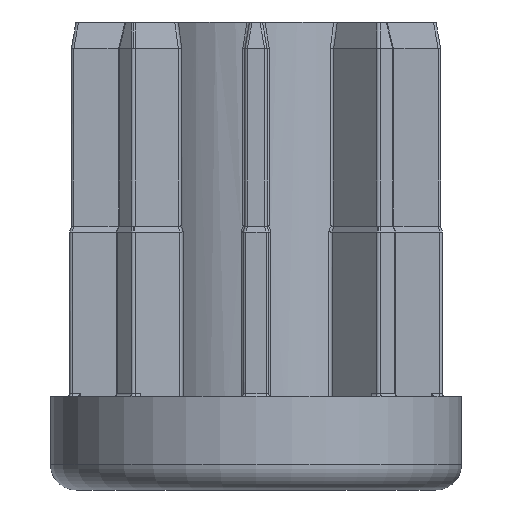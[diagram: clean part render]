
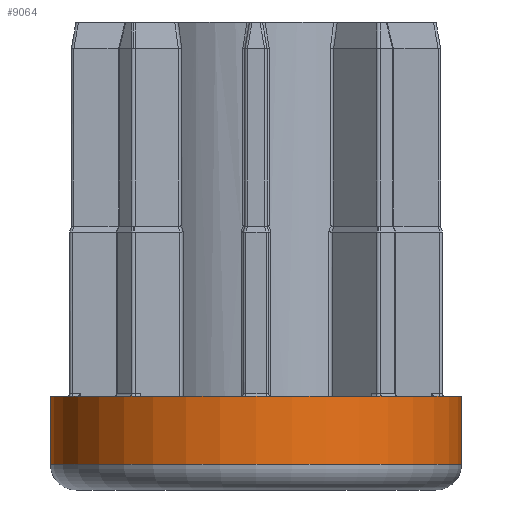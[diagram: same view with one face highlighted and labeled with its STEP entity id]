
A CAD part, front view. The second image highlights one B-rep face of the part: STEP entity #9064.
In plain terms, the highlighted cylindrical face has radius 24.15 mm (diameter 48.3 mm), a partial arc.
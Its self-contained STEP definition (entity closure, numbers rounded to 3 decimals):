
#631 = CARTESIAN_POINT ( 'NONE',  ( 0., 0., 11. ) ) ;
#889 = EDGE_CURVE ( 'NONE', #2400, #4282, #7716, .T. ) ;
#908 = EDGE_CURVE ( 'NONE', #1454, #8021, #10276, .T. ) ;
#1053 = DIRECTION ( 'NONE',  ( 0., 0., 1. ) ) ;
#1069 = CIRCLE ( 'NONE', #4496, 24.15 ) ;
#1454 = VERTEX_POINT ( 'NONE', #13180 ) ;
#1789 = DIRECTION ( 'NONE',  ( 0., 0., -1. ) ) ;
#2400 = VERTEX_POINT ( 'NONE', #4101 ) ;
#3076 = CARTESIAN_POINT ( 'NONE',  ( -24.15, 0., 3. ) ) ;
#3407 = EDGE_CURVE ( 'NONE', #1454, #2400, #1069, .T. ) ;
#3449 = AXIS2_PLACEMENT_3D ( 'NONE', #9899, #3831, #10797 ) ;
#3831 = DIRECTION ( 'NONE',  ( 0., 0., 1. ) ) ;
#4101 = CARTESIAN_POINT ( 'NONE',  ( 24.15, 0., 11. ) ) ;
#4255 = EDGE_CURVE ( 'NONE', #8021, #4282, #8665, .T. ) ;
#4282 = VERTEX_POINT ( 'NONE', #12709 ) ;
#4496 = AXIS2_PLACEMENT_3D ( 'NONE', #7436, #1053, #8474 ) ;
#4515 = DIRECTION ( 'NONE',  ( 0., 0., -1. ) ) ;
#4975 = VECTOR ( 'NONE', #4515, 1000. ) ;
#5551 = CYLINDRICAL_SURFACE ( 'NONE', #7347, 24.15 ) ;
#5952 = ORIENTED_EDGE ( 'NONE', *, *, #889, .F. ) ;
#6625 = DIRECTION ( 'NONE',  ( 0., 0., -1. ) ) ;
#6730 = ORIENTED_EDGE ( 'NONE', *, *, #908, .T. ) ;
#7144 = ORIENTED_EDGE ( 'NONE', *, *, #4255, .T. ) ;
#7347 = AXIS2_PLACEMENT_3D ( 'NONE', #631, #1789, #10024 ) ;
#7436 = CARTESIAN_POINT ( 'NONE',  ( 0., 0., 11. ) ) ;
#7716 = LINE ( 'NONE', #8600, #4975 ) ;
#8021 = VERTEX_POINT ( 'NONE', #3076 ) ;
#8474 = DIRECTION ( 'NONE',  ( 1., 0., 0. ) ) ;
#8600 = CARTESIAN_POINT ( 'NONE',  ( 24.15, 0., 11. ) ) ;
#8665 = CIRCLE ( 'NONE', #3449, 24.15 ) ;
#9064 = ADVANCED_FACE ( 'NONE', ( #11036 ), #5551, .T. ) ;
#9899 = CARTESIAN_POINT ( 'NONE',  ( 0., 0., 3. ) ) ;
#10024 = DIRECTION ( 'NONE',  ( -1., 0., 0. ) ) ;
#10276 = LINE ( 'NONE', #12405, #12816 ) ;
#10797 = DIRECTION ( 'NONE',  ( 1., 0., 0. ) ) ;
#11036 = FACE_OUTER_BOUND ( 'NONE', #13273, .T. ) ;
#12405 = CARTESIAN_POINT ( 'NONE',  ( -24.15, 0., 11. ) ) ;
#12610 = ORIENTED_EDGE ( 'NONE', *, *, #3407, .F. ) ;
#12709 = CARTESIAN_POINT ( 'NONE',  ( 24.15, 0., 3. ) ) ;
#12816 = VECTOR ( 'NONE', #6625, 1000. ) ;
#13180 = CARTESIAN_POINT ( 'NONE',  ( -24.15, 0., 11. ) ) ;
#13273 = EDGE_LOOP ( 'NONE', ( #5952, #12610, #6730, #7144 ) ) ;
